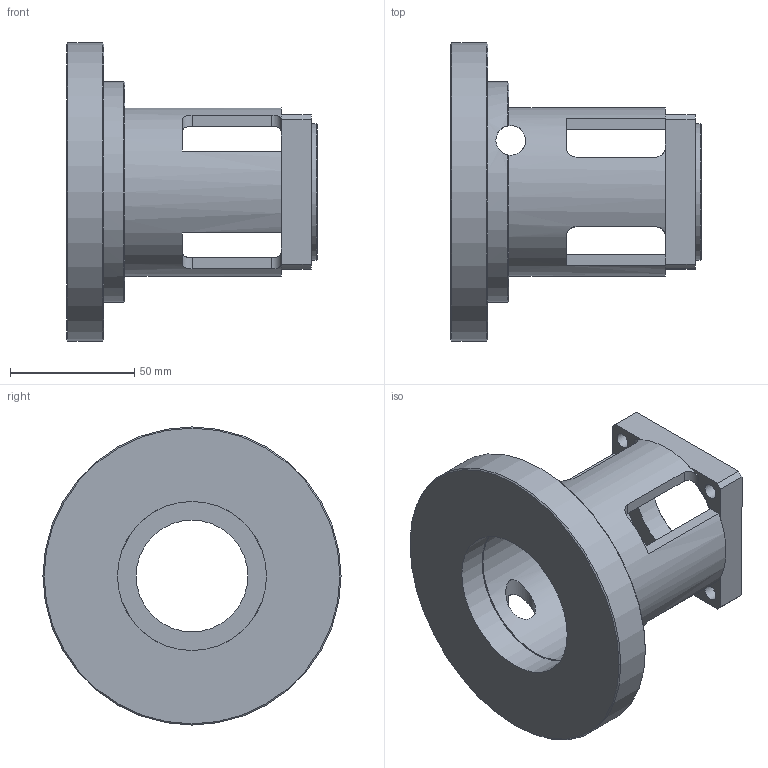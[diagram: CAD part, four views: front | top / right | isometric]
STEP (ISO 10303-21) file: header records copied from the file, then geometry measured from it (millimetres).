
FILE_DESCRIPTION(/* description */ (''),/* implementation_level */ '2;1');
FILE_NAME(/* name */ 'VK CTJ145 120 GESM2428.stp',/* time_stamp */ '2015-08-31T12:40:51+01:00',/* author */ ('Hypex'),/* organization */ ('Hypex'),/* preprocessor_version */ 'ST-DEVELOPER v15.2',/* originating_system */ 'Autodesk Inventor 2014',/* authorisation */ '');
FILE_SCHEMA (('AUTOMOTIVE_DESIGN { 1 0 10303 214 3 1 1 }'));
Length unit declared in the file: millimetre
Products named in the file (1): VK CTJ145 120 GESM2428
Bounding box: 101 x 120 x 120 mm (x, y, z)
Volume: 212809.8 mm3; surface area: 61673.3 mm2
Topology: 1 solids, 2 shells, 76 faces, 206 edges, 135 vertices
Faces by surface type: plane 37, cylinder 30, cone 9
Full cylindrical faces by diameter (mm): 4.917 x4, 6.2 x4, 12 x2, 45 x1, 55 x1, 60 x2, 68 x1, 89 x2, 120 x1
Entity records: 2569 total; most frequent: CARTESIAN_POINT 679, DIRECTION 370, ORIENTED_EDGE 336, EDGE_CURVE 168, AXIS2_PLACEMENT_3D 151, EDGE_LOOP 126, VERTEX_POINT 122, STYLED_ITEM 77
